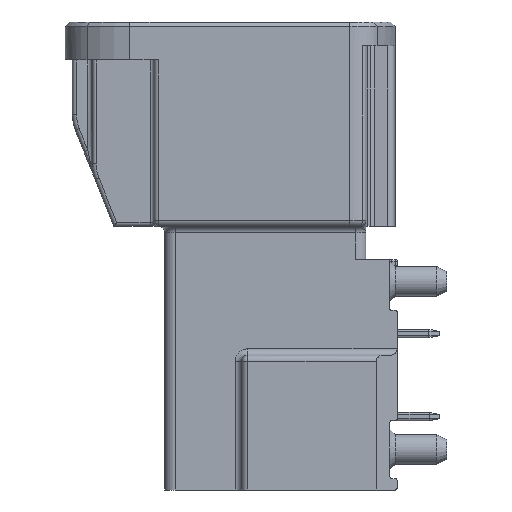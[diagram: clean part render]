
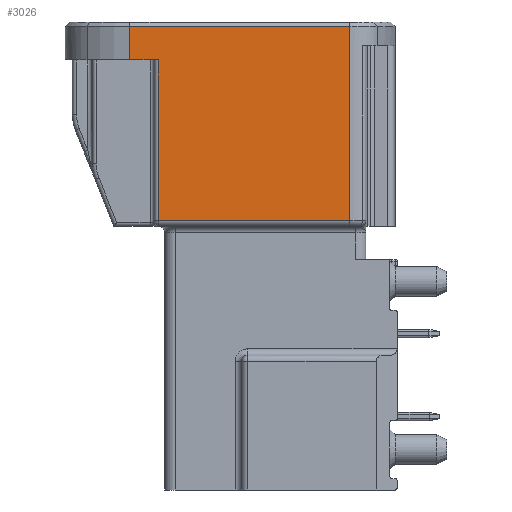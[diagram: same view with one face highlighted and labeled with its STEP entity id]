
A CAD part, left-side view. The second image highlights one B-rep face of the part: STEP entity #3026.
In plain terms, the highlighted planar face has unit normal (-1, 0, 0).
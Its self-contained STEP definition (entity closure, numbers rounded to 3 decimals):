
#2451=FACE_OUTER_BOUND('',#5303,.T.);
#3026=ADVANCED_FACE('',(#2451),#3542,.F.);
#3542=PLANE('',#10907);
#3917=LINE('',#15091,#4671);
#3919=LINE('',#15097,#4673);
#3920=LINE('',#15099,#4674);
#3921=LINE('',#15101,#4675);
#3922=LINE('',#15103,#4676);
#3923=LINE('',#15105,#4677);
#4671=VECTOR('',#12107,1.);
#4673=VECTOR('',#12113,1.);
#4674=VECTOR('',#12114,1.);
#4675=VECTOR('',#12115,1.);
#4676=VECTOR('',#12116,1.);
#4677=VECTOR('',#12117,1.);
#5303=EDGE_LOOP('',(#6100,#6101,#6102,#6103,#6104,#6105));
#6100=ORIENTED_EDGE('',*,*,#9399,.F.);
#6101=ORIENTED_EDGE('',*,*,#9400,.T.);
#6102=ORIENTED_EDGE('',*,*,#9401,.T.);
#6103=ORIENTED_EDGE('',*,*,#9402,.T.);
#6104=ORIENTED_EDGE('',*,*,#9403,.T.);
#6105=ORIENTED_EDGE('',*,*,#9396,.T.);
#8621=VERTEX_POINT('',#15090);
#8622=VERTEX_POINT('',#15092);
#8624=VERTEX_POINT('',#15098);
#8625=VERTEX_POINT('',#15100);
#8626=VERTEX_POINT('',#15102);
#8627=VERTEX_POINT('',#15104);
#9396=EDGE_CURVE('',#8622,#8621,#3917,.T.);
#9399=EDGE_CURVE('',#8624,#8621,#3919,.T.);
#9400=EDGE_CURVE('',#8624,#8625,#3920,.T.);
#9401=EDGE_CURVE('',#8625,#8626,#3921,.T.);
#9402=EDGE_CURVE('',#8626,#8627,#3922,.T.);
#9403=EDGE_CURVE('',#8627,#8622,#3923,.T.);
#10907=AXIS2_PLACEMENT_3D('',#15106,#12118,#12119);
#12107=DIRECTION('',(0.,0.,-1.));
#12113=DIRECTION('',(0.,1.,0.));
#12114=DIRECTION('',(0.,0.,-1.));
#12115=DIRECTION('',(0.,-1.,0.));
#12116=DIRECTION('',(0.,0.,1.));
#12117=DIRECTION('',(0.,1.,0.));
#12118=DIRECTION('',(1.,0.,0.));
#12119=DIRECTION('',(0.,0.,1.));
#15090=CARTESIAN_POINT('',(-61.441,21.796,3.895));
#15091=CARTESIAN_POINT('',(-61.441,21.796,5.725));
#15092=CARTESIAN_POINT('',(-61.441,21.796,5.525));
#15097=CARTESIAN_POINT('',(-61.441,20.605,3.895));
#15098=CARTESIAN_POINT('',(-61.441,20.405,3.895));
#15099=CARTESIAN_POINT('',(-61.441,20.405,5.725));
#15100=CARTESIAN_POINT('',(-61.441,20.405,-3.825));
#15101=CARTESIAN_POINT('',(-61.441,10.359,-3.825));
#15102=CARTESIAN_POINT('',(-61.441,11.186,-3.825));
#15103=CARTESIAN_POINT('',(-61.441,11.186,5.725));
#15104=CARTESIAN_POINT('',(-61.441,11.186,5.525));
#15105=CARTESIAN_POINT('',(-61.441,10.359,5.525));
#15106=CARTESIAN_POINT('',(-61.441,10.359,5.725));
